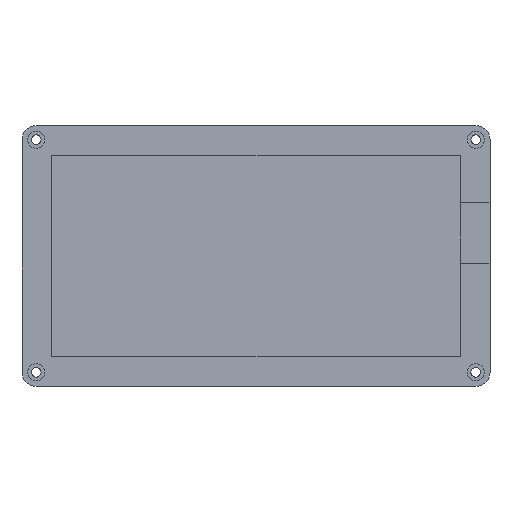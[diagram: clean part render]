
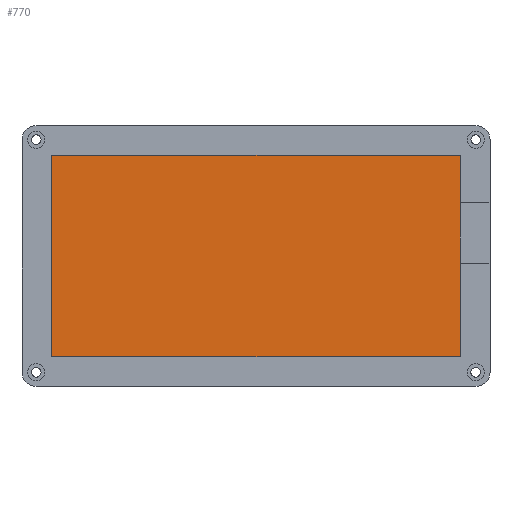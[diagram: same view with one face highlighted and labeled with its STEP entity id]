
A CAD part, top view. The second image highlights one B-rep face of the part: STEP entity #770.
In plain terms, the highlighted planar face has unit normal (0, 0, 1).
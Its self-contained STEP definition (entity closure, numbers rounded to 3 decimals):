
#59=PLANE('',#854);
#92=FACE_OUTER_BOUND('',#147,.T.);
#147=EDGE_LOOP('',(#611,#612,#613,#614));
#232=LINE('',#1260,#290);
#235=LINE('',#1271,#293);
#236=LINE('',#1273,#294);
#237=LINE('',#1274,#295);
#290=VECTOR('',#1004,10.);
#293=VECTOR('',#1017,10.);
#294=VECTOR('',#1018,10.);
#295=VECTOR('',#1019,10.);
#391=VERTEX_POINT('',#1257);
#392=VERTEX_POINT('',#1259);
#395=VERTEX_POINT('',#1270);
#396=VERTEX_POINT('',#1272);
#472=EDGE_CURVE('',#391,#392,#232,.T.);
#477=EDGE_CURVE('',#392,#395,#235,.T.);
#478=EDGE_CURVE('',#396,#391,#236,.T.);
#479=EDGE_CURVE('',#395,#396,#237,.T.);
#611=ORIENTED_EDGE('',*,*,#477,.F.);
#612=ORIENTED_EDGE('',*,*,#472,.F.);
#613=ORIENTED_EDGE('',*,*,#478,.F.);
#614=ORIENTED_EDGE('',*,*,#479,.F.);
#770=ADVANCED_FACE('',(#92),#59,.T.);
#854=AXIS2_PLACEMENT_3D('',#1269,#1015,#1016);
#1004=DIRECTION('',(0.,-1.,0.));
#1015=DIRECTION('center_axis',(0.,0.,1.));
#1016=DIRECTION('ref_axis',(1.,0.,0.));
#1017=DIRECTION('',(-1.,0.,0.));
#1018=DIRECTION('',(1.,0.,0.));
#1019=DIRECTION('',(0.,1.,0.));
#1257=CARTESIAN_POINT('',(78.155,37.746,3.));
#1259=CARTESIAN_POINT('',(78.155,-33.254,3.));
#1260=CARTESIAN_POINT('',(78.155,19.996,3.));
#1269=CARTESIAN_POINT('Origin',(6.155,2.246,3.));
#1270=CARTESIAN_POINT('',(-65.845,-33.254,3.));
#1271=CARTESIAN_POINT('',(42.155,-33.254,3.));
#1272=CARTESIAN_POINT('',(-65.845,37.746,3.));
#1273=CARTESIAN_POINT('',(-29.845,37.746,3.));
#1274=CARTESIAN_POINT('',(-65.845,-15.504,3.));
